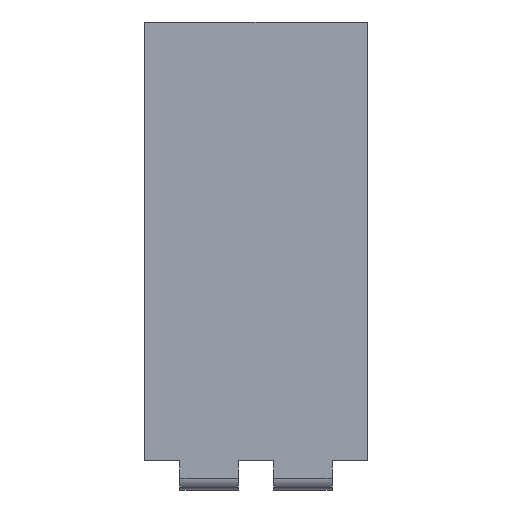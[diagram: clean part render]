
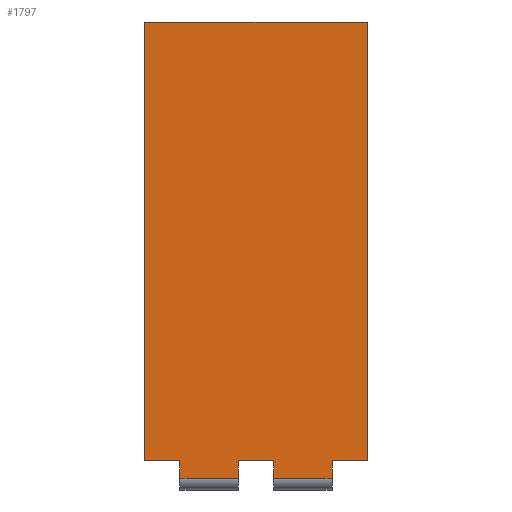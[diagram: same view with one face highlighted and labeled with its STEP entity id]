
A CAD part, front view. The second image highlights one B-rep face of the part: STEP entity #1797.
In plain terms, the highlighted planar face has unit normal (0, -1, 0).
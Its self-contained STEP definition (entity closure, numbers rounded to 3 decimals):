
#5 = VERTEX_POINT ( 'NONE', #1536 ) ;
#16 = ORIENTED_EDGE ( 'NONE', *, *, #1013, .T. ) ;
#23 = DIRECTION ( 'NONE',  ( 1., 0., 0. ) ) ;
#57 = VECTOR ( 'NONE', #1406, 1000. ) ;
#76 = VERTEX_POINT ( 'NONE', #1568 ) ;
#85 = CARTESIAN_POINT ( 'NONE',  ( -32.5, 0., 0. ) ) ;
#150 = VECTOR ( 'NONE', #1659, 1000. ) ;
#194 = CARTESIAN_POINT ( 'NONE',  ( 0., 0., 0. ) ) ;
#236 = EDGE_CURVE ( 'NONE', #1411, #1556, #1027, .T. ) ;
#248 = CARTESIAN_POINT ( 'NONE',  ( -32.5, 0., -87.5 ) ) ;
#277 = LINE ( 'NONE', #1052, #1168 ) ;
#298 = CARTESIAN_POINT ( 'NONE',  ( 32.5, 0., 0. ) ) ;
#353 = DIRECTION ( 'NONE',  ( 0., 0., 1. ) ) ;
#360 = EDGE_CURVE ( 'NONE', #634, #604, #1378, .T. ) ;
#386 = ORIENTED_EDGE ( 'NONE', *, *, #501, .T. ) ;
#393 = EDGE_CURVE ( 'NONE', #899, #963, #1825, .T. ) ;
#401 = CARTESIAN_POINT ( 'NONE',  ( -7.5, 0., -87.5 ) ) ;
#422 = VECTOR ( 'NONE', #23, 1000. ) ;
#428 = VECTOR ( 'NONE', #705, 1000. ) ;
#444 = LINE ( 'NONE', #451, #422 ) ;
#451 = CARTESIAN_POINT ( 'NONE',  ( 0., 0., -95. ) ) ;
#491 = VECTOR ( 'NONE', #353, 1000. ) ;
#501 = EDGE_CURVE ( 'NONE', #604, #1248, #1879, .T. ) ;
#530 = LINE ( 'NONE', #1903, #622 ) ;
#535 = CARTESIAN_POINT ( 'NONE',  ( 32.5, 0., -87.5 ) ) ;
#545 = DIRECTION ( 'NONE',  ( 1., 0., 0. ) ) ;
#556 = VECTOR ( 'NONE', #856, 1000. ) ;
#604 = VERTEX_POINT ( 'NONE', #535 ) ;
#622 = VECTOR ( 'NONE', #1148, 1000. ) ;
#624 = VECTOR ( 'NONE', #1480, 1000. ) ;
#634 = VERTEX_POINT ( 'NONE', #1309 ) ;
#638 = EDGE_CURVE ( 'NONE', #1675, #1556, #678, .T. ) ;
#678 = LINE ( 'NONE', #85, #428 ) ;
#705 = DIRECTION ( 'NONE',  ( 0., 0., 1. ) ) ;
#714 = ORIENTED_EDGE ( 'NONE', *, *, #1301, .T. ) ;
#744 = VERTEX_POINT ( 'NONE', #905 ) ;
#754 = EDGE_LOOP ( 'NONE', ( #892, #714, #16, #782, #1347, #1523, #857, #386, #1405, #762, #880, #1937 ) ) ;
#762 = ORIENTED_EDGE ( 'NONE', *, *, #393, .F. ) ;
#782 = ORIENTED_EDGE ( 'NONE', *, *, #1920, .T. ) ;
#826 = CARTESIAN_POINT ( 'NONE',  ( -47.5, 0., -87.5 ) ) ;
#834 = CARTESIAN_POINT ( 'NONE',  ( -47.5, 0., 100. ) ) ;
#838 = CARTESIAN_POINT ( 'NONE',  ( 0., 0., -87.5 ) ) ;
#845 = AXIS2_PLACEMENT_3D ( 'NONE', #194, #961, #1560 ) ;
#856 = DIRECTION ( 'NONE',  ( 1., 0., 0. ) ) ;
#857 = ORIENTED_EDGE ( 'NONE', *, *, #360, .T. ) ;
#880 = ORIENTED_EDGE ( 'NONE', *, *, #1504, .F. ) ;
#892 = ORIENTED_EDGE ( 'NONE', *, *, #638, .F. ) ;
#899 = VERTEX_POINT ( 'NONE', #1712 ) ;
#905 = CARTESIAN_POINT ( 'NONE',  ( 7.5, 0., -87.5 ) ) ;
#924 = CARTESIAN_POINT ( 'NONE',  ( 47.5, 0., 100. ) ) ;
#961 = DIRECTION ( 'NONE',  ( 0., 1., 0. ) ) ;
#963 = VERTEX_POINT ( 'NONE', #1701 ) ;
#1013 = EDGE_CURVE ( 'NONE', #5, #1966, #1623, .T. ) ;
#1027 = LINE ( 'NONE', #838, #1513 ) ;
#1052 = CARTESIAN_POINT ( 'NONE',  ( 0., 0., -95. ) ) ;
#1091 = CARTESIAN_POINT ( 'NONE',  ( 0., 0., -87.5 ) ) ;
#1125 = PLANE ( 'NONE',  #845 ) ;
#1148 = DIRECTION ( 'NONE',  ( 0., 0., -1. ) ) ;
#1168 = VECTOR ( 'NONE', #1819, 1000. ) ;
#1178 = LINE ( 'NONE', #834, #1958 ) ;
#1185 = CARTESIAN_POINT ( 'NONE',  ( -7.5, 0., 0. ) ) ;
#1248 = VERTEX_POINT ( 'NONE', #1367 ) ;
#1297 = DIRECTION ( 'NONE',  ( 0., 0., 1. ) ) ;
#1301 = EDGE_CURVE ( 'NONE', #1675, #5, #444, .T. ) ;
#1309 = CARTESIAN_POINT ( 'NONE',  ( 32.5, 0., -95. ) ) ;
#1345 = CARTESIAN_POINT ( 'NONE',  ( 0., 0., -87.5 ) ) ;
#1347 = ORIENTED_EDGE ( 'NONE', *, *, #1859, .F. ) ;
#1367 = CARTESIAN_POINT ( 'NONE',  ( 47.5, 0., -87.5 ) ) ;
#1378 = LINE ( 'NONE', #298, #150 ) ;
#1405 = ORIENTED_EDGE ( 'NONE', *, *, #1849, .F. ) ;
#1406 = DIRECTION ( 'NONE',  ( 1., 0., 0. ) ) ;
#1411 = VERTEX_POINT ( 'NONE', #826 ) ;
#1480 = DIRECTION ( 'NONE',  ( 0., 0., 1. ) ) ;
#1504 = EDGE_CURVE ( 'NONE', #1411, #899, #1178, .T. ) ;
#1513 = VECTOR ( 'NONE', #545, 1000. ) ;
#1516 = VECTOR ( 'NONE', #1526, 1000. ) ;
#1523 = ORIENTED_EDGE ( 'NONE', *, *, #1670, .T. ) ;
#1526 = DIRECTION ( 'NONE',  ( 1., 0., 0. ) ) ;
#1536 = CARTESIAN_POINT ( 'NONE',  ( -7.5, 0., -95. ) ) ;
#1556 = VERTEX_POINT ( 'NONE', #248 ) ;
#1560 = DIRECTION ( 'NONE',  ( 0., 0., 1. ) ) ;
#1568 = CARTESIAN_POINT ( 'NONE',  ( 7.5, 0., -95. ) ) ;
#1570 = CARTESIAN_POINT ( 'NONE',  ( 7.5, 0., 0. ) ) ;
#1623 = LINE ( 'NONE', #1185, #624 ) ;
#1659 = DIRECTION ( 'NONE',  ( 0., 0., 1. ) ) ;
#1670 = EDGE_CURVE ( 'NONE', #76, #634, #277, .T. ) ;
#1675 = VERTEX_POINT ( 'NONE', #1702 ) ;
#1701 = CARTESIAN_POINT ( 'NONE',  ( 47.5, 0., 100. ) ) ;
#1702 = CARTESIAN_POINT ( 'NONE',  ( -32.5, 0., -95. ) ) ;
#1712 = CARTESIAN_POINT ( 'NONE',  ( -47.5, 0., 100. ) ) ;
#1714 = LINE ( 'NONE', #1570, #491 ) ;
#1754 = FACE_OUTER_BOUND ( 'NONE', #754, .T. ) ;
#1796 = LINE ( 'NONE', #1345, #556 ) ;
#1797 = ADVANCED_FACE ( 'NONE', ( #1754 ), #1125, .F. ) ;
#1819 = DIRECTION ( 'NONE',  ( 1., 0., 0. ) ) ;
#1825 = LINE ( 'NONE', #924, #1516 ) ;
#1849 = EDGE_CURVE ( 'NONE', #963, #1248, #530, .T. ) ;
#1859 = EDGE_CURVE ( 'NONE', #76, #744, #1714, .T. ) ;
#1879 = LINE ( 'NONE', #1091, #57 ) ;
#1903 = CARTESIAN_POINT ( 'NONE',  ( 47.5, 0., 100. ) ) ;
#1920 = EDGE_CURVE ( 'NONE', #1966, #744, #1796, .T. ) ;
#1937 = ORIENTED_EDGE ( 'NONE', *, *, #236, .T. ) ;
#1958 = VECTOR ( 'NONE', #1297, 1000. ) ;
#1966 = VERTEX_POINT ( 'NONE', #401 ) ;
